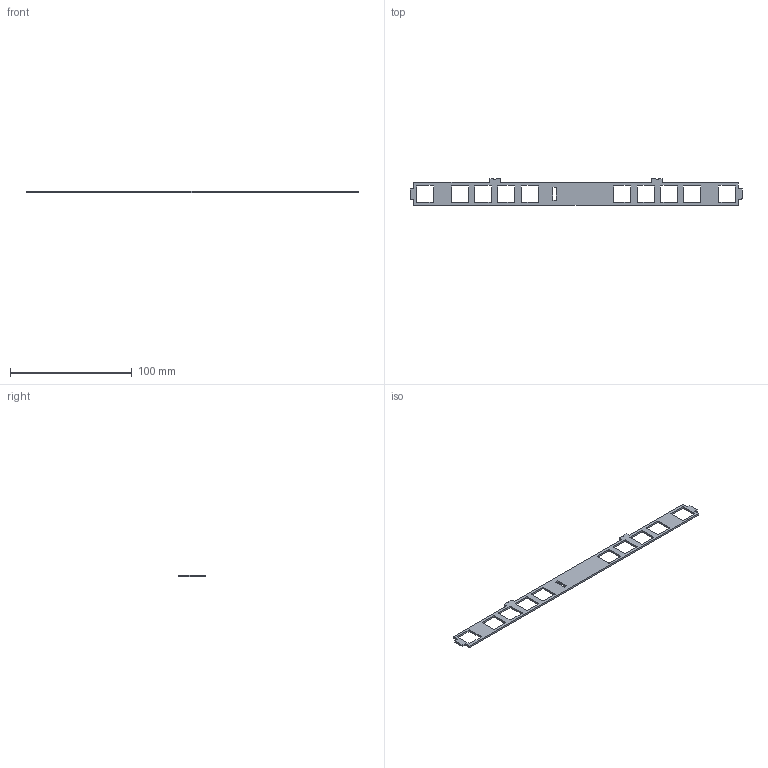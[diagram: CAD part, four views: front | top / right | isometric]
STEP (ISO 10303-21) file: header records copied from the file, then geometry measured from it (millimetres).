
FILE_DESCRIPTION(/* description */ (''),/* implementation_level */ '2;1');
FILE_NAME(/* name */ 'TopPlate.step',/* time_stamp */ '2023-06-29T12:13:39+03:00',/* author */ (''),/* organization */ (''),/* preprocessor_version */ 'ST-DEVELOPER v19.2',/* originating_system */ 'Autodesk Translation Framework v12.6.0.85',/* authorisation */ '');
FILE_SCHEMA (('AUTOMOTIVE_DESIGN { 1 0 10303 214 3 1 1 }'));
Length unit declared in the file: millimetre
Products named in the file (1): TopPlate
Bounding box: 272.7 x 21.95 x 1.5 mm (x, y, z)
Volume: 4755.7 mm3; surface area: 8100 mm2
Topology: 1 solids, 1 shells, 119 faces, 351 edges, 234 vertices
Faces by surface type: plane 68, cylinder 51
Entity records: 4071 total; most frequent: CARTESIAN_POINT 705, ORIENTED_EDGE 702, DIRECTION 693, EDGE_CURVE 351, LINE 249, VECTOR 249, VERTEX_POINT 234, AXIS2_PLACEMENT_3D 222
